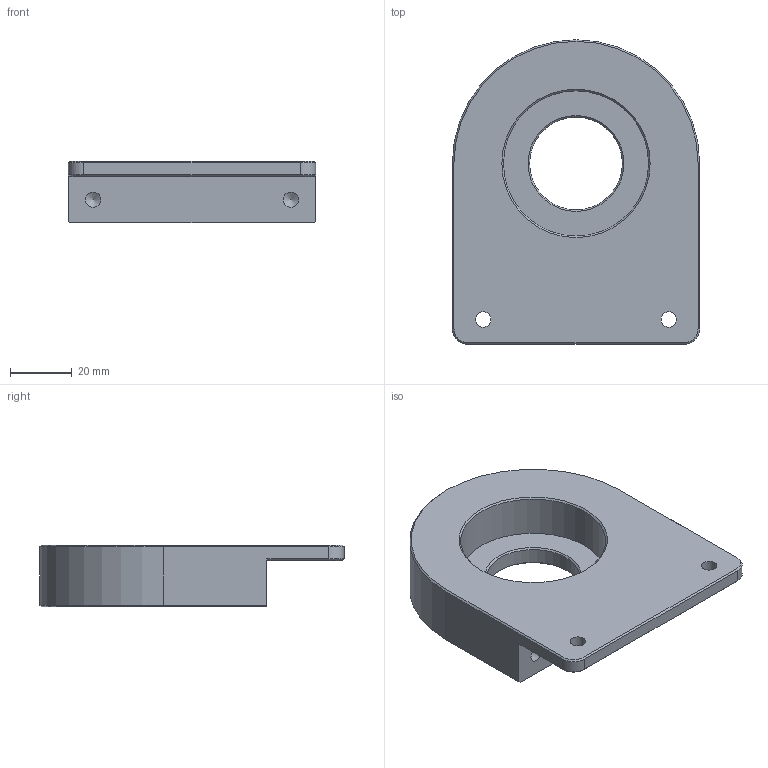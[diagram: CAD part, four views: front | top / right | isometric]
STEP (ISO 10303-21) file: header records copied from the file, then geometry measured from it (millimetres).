
FILE_DESCRIPTION(/* description */ (''),/* implementation_level */ '2;1');
FILE_NAME(/* name */ 'BearingHousing_JackPlate.stp',/* time_stamp */ '2018-04-10T14:05:51+08:00',/* author */ ('P445885'),/* organization */ (''),/* preprocessor_version */ 'ST-DEVELOPER v16.13',/* originating_system */ 'Autodesk Inventor 2018',/* authorisation */ '');
FILE_SCHEMA (('AUTOMOTIVE_DESIGN { 1 0 10303 214 3 1 1 }'));
Length unit declared in the file: millimetre
Products named in the file (1): BearingHousing_JackPlate
Bounding box: 80 x 98.5 x 20 mm (x, y, z)
Volume: 84354.7 mm3; surface area: 21537.5 mm2
Topology: 1 solids, 1 shells, 36 faces, 84 edges, 51 vertices
Faces by surface type: plane 16, cone 11, cylinder 9
Full cylindrical faces by diameter (mm): 5 x4, 30 x1, 47 x1
Entity records: 975 total; most frequent: DIRECTION 170, CARTESIAN_POINT 153, ORIENTED_EDGE 138, EDGE_CURVE 69, AXIS2_PLACEMENT_3D 64, EDGE_LOOP 54, VERTEX_POINT 47, LINE 42
